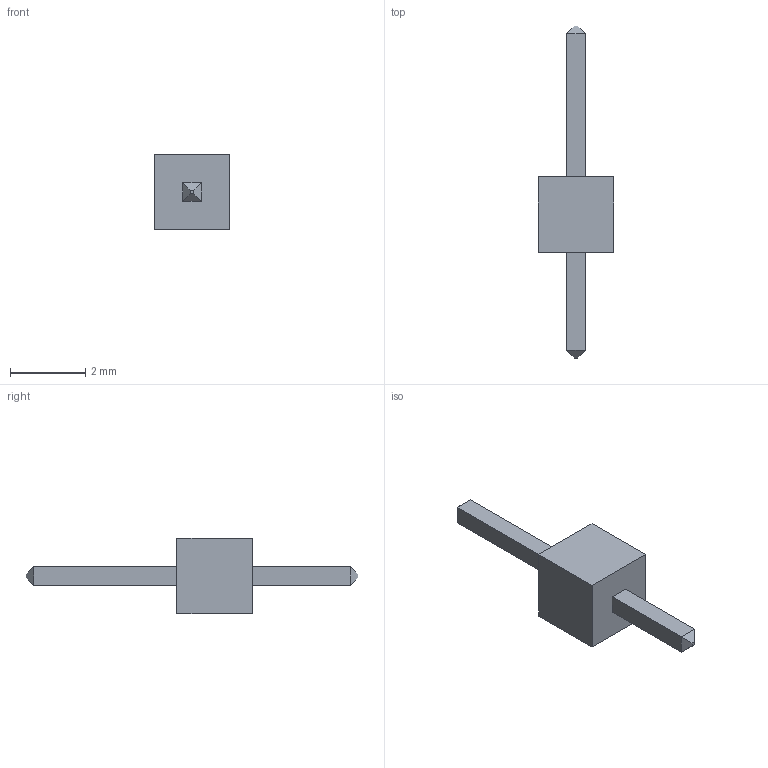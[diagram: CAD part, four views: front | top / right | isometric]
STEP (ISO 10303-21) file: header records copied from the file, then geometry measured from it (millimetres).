
FILE_DESCRIPTION (( 'STEP AP214' ), '1' );
FILE_NAME ('Socket_Header_.STEP', '2011-09-12T12:34:17', ( 'Master' ), ( '' ), 'SwSTEP 2.0', 'SolidWorks 2010', '' );
FILE_SCHEMA (( 'AUTOMOTIVE_DESIGN' ));
Length unit declared in the file: millimetre
Products named in the file (1): Socket_Header_
Bounding box: 2 x 8.8 x 2 mm (x, y, z)
Volume: 9.6 mm3; surface area: 37 mm2
Topology: 1 solids, 1 shells, 24 faces, 52 edges, 32 vertices
Faces by surface type: plane 24
Entity records: 930 total; most frequent: CARTESIAN_POINT 109, ORIENTED_EDGE 104, DIRECTION 102, LINE 52, VECTOR 52, EDGE_CURVE 52, VERTEX_POINT 32, UNCERTAINTY_MEASURE_WITH_UNIT 27
